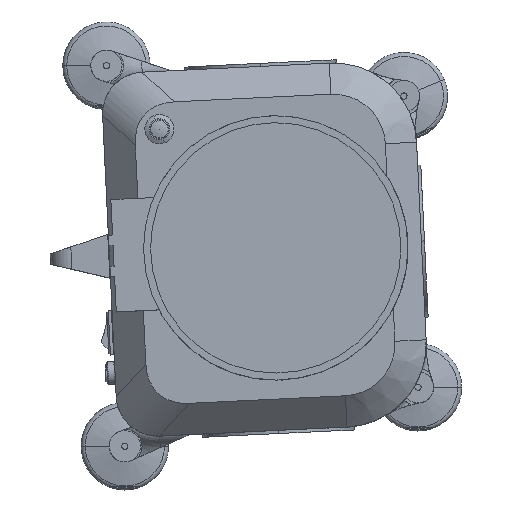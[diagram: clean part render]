
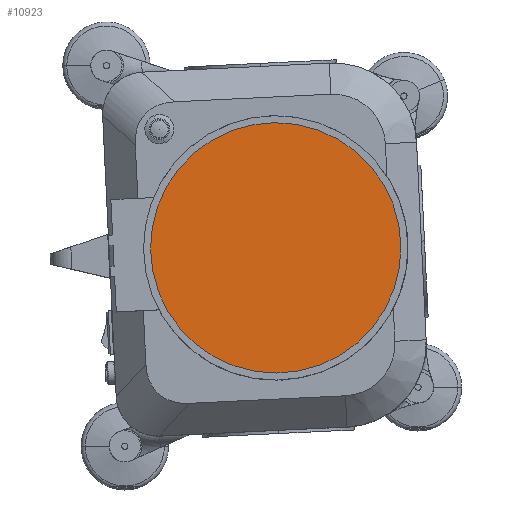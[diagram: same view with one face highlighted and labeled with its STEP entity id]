
A CAD part, top view. The second image highlights one B-rep face of the part: STEP entity #10923.
In plain terms, the highlighted planar face has unit normal (0, 0, 1).
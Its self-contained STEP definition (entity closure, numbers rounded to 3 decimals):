
#98 = DIRECTION ( 'NONE',  ( 0., 0., 1. ) ) ;
#362 = CIRCLE ( 'NONE', #19368, 60.132 ) ;
#1449 = EDGE_LOOP ( 'NONE', ( #17112, #6177 ) ) ;
#1691 = DIRECTION ( 'NONE',  ( 1., 0.009, 0. ) ) ;
#3446 = CARTESIAN_POINT ( 'NONE',  ( 0., 0., 103. ) ) ;
#4879 = DIRECTION ( 'NONE',  ( 1., 0.009, 0. ) ) ;
#6004 = CIRCLE ( 'NONE', #14614, 60.132 ) ;
#6177 = ORIENTED_EDGE ( 'NONE', *, *, #18848, .T. ) ;
#6664 = DIRECTION ( 'NONE',  ( 0., 0., 1. ) ) ;
#8301 = DIRECTION ( 'NONE',  ( 1., 0.009, 0. ) ) ;
#8627 = CARTESIAN_POINT ( 'NONE',  ( -60.13, -0.541, 103. ) ) ;
#10923 = ADVANCED_FACE ( 'NONE', ( #16674 ), #21157, .T. ) ;
#11186 = VERTEX_POINT ( 'NONE', #18126 ) ;
#11288 = DIRECTION ( 'NONE',  ( 0., 0., 1. ) ) ;
#11328 = VERTEX_POINT ( 'NONE', #8627 ) ;
#11584 = EDGE_CURVE ( 'NONE', #11328, #11186, #6004, .T. ) ;
#14577 = CARTESIAN_POINT ( 'NONE',  ( 0., 0., 103. ) ) ;
#14614 = AXIS2_PLACEMENT_3D ( 'NONE', #14577, #11288, #4879 ) ;
#15294 = AXIS2_PLACEMENT_3D ( 'NONE', #3446, #6664, #8301 ) ;
#16406 = CARTESIAN_POINT ( 'NONE',  ( 0., 0., 103. ) ) ;
#16674 = FACE_OUTER_BOUND ( 'NONE', #1449, .T. ) ;
#17112 = ORIENTED_EDGE ( 'NONE', *, *, #11584, .T. ) ;
#18126 = CARTESIAN_POINT ( 'NONE',  ( 60.13, 0.541, 103. ) ) ;
#18848 = EDGE_CURVE ( 'NONE', #11186, #11328, #362, .T. ) ;
#19368 = AXIS2_PLACEMENT_3D ( 'NONE', #16406, #98, #1691 ) ;
#21157 = PLANE ( 'NONE',  #15294 ) ;
